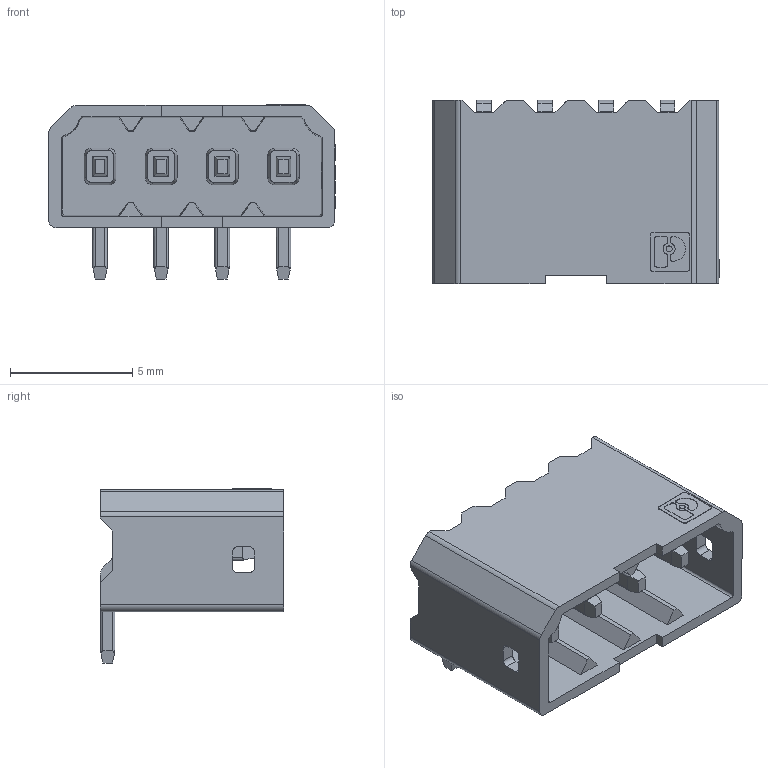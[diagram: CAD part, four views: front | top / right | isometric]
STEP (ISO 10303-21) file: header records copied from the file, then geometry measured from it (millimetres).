
FILE_DESCRIPTION(('Creo Elements/Direct Modeling STEP Export'),'2;1');
FILE_NAME('model.stp','2020-09-28T 8:38:23',(''),(''),'Creo Elements/Direct Modeling STEP processor for AP214 (Solid Model)','Creo Elements/Direct Modeling 20.1A 29-Sep-2018 (C) Parametric Technology GmbH','');
FILE_SCHEMA(('AUTOMOTIVE_DESIGN { 1 0 10303 214 1 1 1 1 }'));
Length unit declared in the file: millimetre
Products named in the file (3): AT_PTSM_0_5_2_5_HH_THR; LP_PTSM_0_5_2_5_G_metall_H.1.1; PTSM_0.5_4-HH-2.5-THR
Assembly tree (5 placements, depth 2):
  PTSM_0.5_4-HH-2.5-THR
    LP_PTSM_0_5_2_5_G_metall_H.1.1  x4
    AT_PTSM_0_5_2_5_HH_THR
Bounding box: 11.72 x 7.5 x 7.12 mm (x, y, z)
Volume: 233.1 mm3; surface area: 661.6 mm2
Topology: 5 solids, 5 shells, 551 faces, 1588 edges, 1056 vertices
Faces by surface type: plane 442, cylinder 74, cone 18, extrusion 17
Entity records: 16211 total; most frequent: CARTESIAN_POINT 3001, ORIENTED_EDGE 2420, DIRECTION 2075, EDGE_CURVE 1210, VECTOR 1077, LINE 1060, VERTEX_POINT 804, AXIS2_PLACEMENT_3D 499
